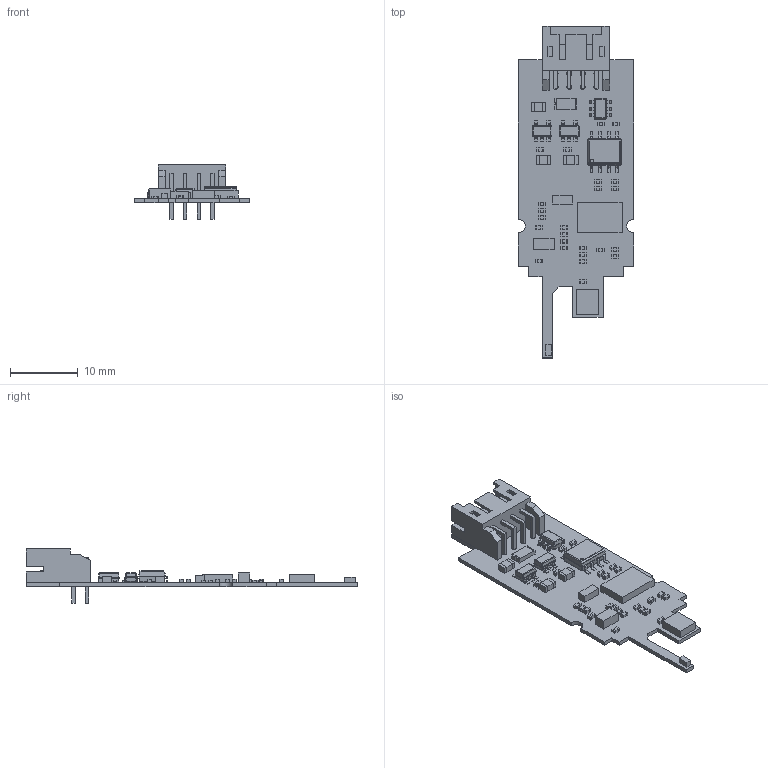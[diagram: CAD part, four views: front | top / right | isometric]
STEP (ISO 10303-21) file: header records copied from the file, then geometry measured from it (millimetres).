
FILE_DESCRIPTION(('Open CASCADE Model'),'2;1');
FILE_NAME('Open CASCADE Shape Model','2020-05-11T17:33:14',('Author'),( 'Open CASCADE'),'Open CASCADE STEP processor 6.8','Open CASCADE 6.8' ,'Unknown');
FILE_SCHEMA(('AUTOMOTIVE_DESIGN { 1 0 10303 214 1 1 1 1 }'));
Length unit declared in the file: millimetre
Products named in the file (79): PCB; Board; Open CASCADE STEP translator 6.8 3.1.1; Open CASCADE STEP translator 6.8 3.1.1.1; J1; S8B-PHDSS; U1; 8678175616; Body; Open_CASCADE_STEP_translator_6.8_1.1.1; Leader; U7; 8739211840; Extruded; C13; 8123343440; 8123343040; C12; D2; 8678171696; C11; F1; Fuse_1206_v1; C10; R15; 7955499744; 7955500144; R14; C9; C8; U5; C7; 8739211280; 8739225360; C6; C5; U4; 8678174336; Open_CASCADE_STEP_translator_6.8_3.1; Open_CASCADE_STEP_translator_6.8_3.2.1 ...
Assembly tree (170 placements, depth 5):
  PCB
    Board
      Open CASCADE STEP translator 6.8 3.1.1
        Open CASCADE STEP translator 6.8 3.1.1.1
    J1
      S8B-PHDSS
    U1
      8678175616
        Body
          Open_CASCADE_STEP_translator_6.8_1.1.1
        Leader  x5
    U7
      8739211840
        Extruded
    C13
      8123343440  x2
        Extruded
      8123343040
        Extruded
    C12
      8123343440  x2
        Extruded
      8123343040
        Extruded
    D2
      8678171696
        Body
          Open_CASCADE_STEP_translator_6.8_1.1.1
        Leader  x6
    C11
      8123343440  x2
        Extruded
      8123343040
        Extruded
    F1
      Fuse_1206_v1
    C10
      8123343440  x2
        Extruded
      8123343040
        Extruded
    R15
      7955499744
        Extruded
      7955500144  x2
        Extruded
    R14
      7955499744
        Extruded
      7955500144  x2
        Extruded
    C9
      8123343440  x2
        Extruded
      8123343040
        Extruded
    C8
      8123343440  x2
        Extruded
      8123343040
Bounding box: 17 x 49 x 8 mm (x, y, z)
Volume: 681.2 mm3; surface area: 2437.8 mm2
Topology: 117 solids, 118 shells, 1448 faces, 3049 edges, 1819 vertices
Faces by surface type: plane 1158, cylinder 224, sphere 34, bspline 32
Full cylindrical faces by diameter (mm): 0.487 x1, 0.7 x8
Entity records: 18906 total; most frequent: CARTESIAN_POINT 4787, DIRECTION 2506, ORIENTED_EDGE 2301, EDGE_CURVE 1151, LINE 926, VECTOR 926, AXIS2_PLACEMENT_3D 790, VERTEX_POINT 695
